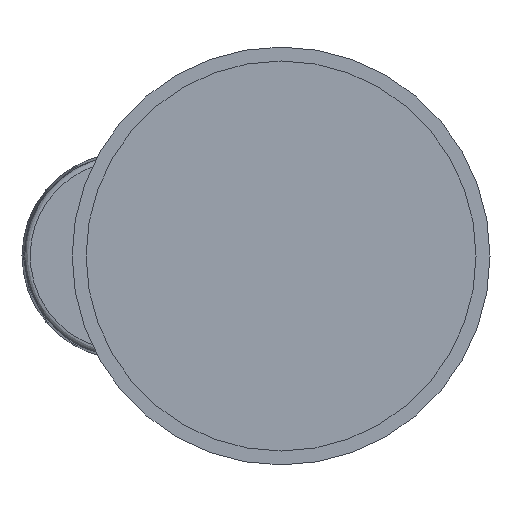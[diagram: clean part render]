
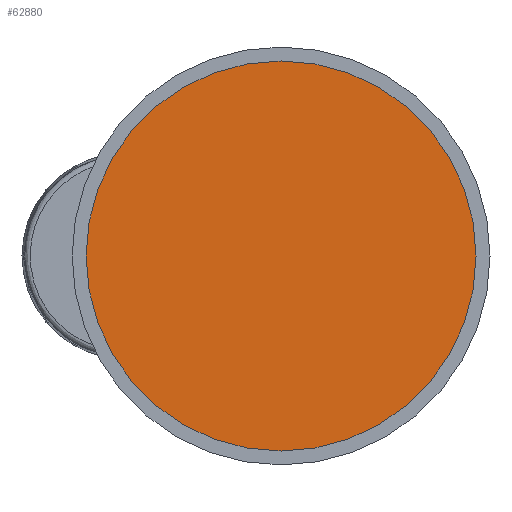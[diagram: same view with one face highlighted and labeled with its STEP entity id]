
A CAD part, left-side view. The second image highlights one B-rep face of the part: STEP entity #62880.
In plain terms, the highlighted planar face has unit normal (-1, 0, 0).
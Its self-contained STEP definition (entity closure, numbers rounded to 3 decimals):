
#375 = CARTESIAN_POINT ( 'NONE',  ( -2.829, 0., 0. ) ) ;
#1484 = DIRECTION ( 'NONE',  ( 0., 0., -1. ) ) ;
#2518 = CARTESIAN_POINT ( 'NONE',  ( -2.829, 35., 0. ) ) ;
#6901 = CARTESIAN_POINT ( 'NONE',  ( -2.829, 0., -35. ) ) ;
#7144 = VERTEX_POINT ( 'NONE', #71283 ) ;
#8323 = AXIS2_PLACEMENT_3D ( 'NONE', #375, #11277, #42260 ) ;
#10308 = EDGE_CURVE ( 'NONE', #25153, #7144, #53418, .T. ) ;
#11277 = DIRECTION ( 'NONE',  ( -1., 0., 0. ) ) ;
#11904 = FACE_OUTER_BOUND ( 'NONE', #49517, .T. ) ;
#21419 = CIRCLE ( 'NONE', #56140, 35. ) ;
#25153 = VERTEX_POINT ( 'NONE', #6901 ) ;
#34290 = EDGE_CURVE ( 'NONE', #7144, #25153, #21419, .T. ) ;
#35168 = AXIS2_PLACEMENT_3D ( 'NONE', #2518, #68659, #1484 ) ;
#39039 = PLANE ( 'NONE',  #35168 ) ;
#42260 = DIRECTION ( 'NONE',  ( 0., 0., 1. ) ) ;
#44261 = DIRECTION ( 'NONE',  ( -1., 0., 0. ) ) ;
#49517 = EDGE_LOOP ( 'NONE', ( #64971, #75272 ) ) ;
#53418 = CIRCLE ( 'NONE', #8323, 35. ) ;
#56140 = AXIS2_PLACEMENT_3D ( 'NONE', #62441, #44261, #74885 ) ;
#62441 = CARTESIAN_POINT ( 'NONE',  ( -2.829, 0., 0. ) ) ;
#62880 = ADVANCED_FACE ( 'NONE', ( #11904 ), #39039, .F. ) ;
#64971 = ORIENTED_EDGE ( 'NONE', *, *, #34290, .T. ) ;
#68659 = DIRECTION ( 'NONE',  ( 1., 0., 0. ) ) ;
#71283 = CARTESIAN_POINT ( 'NONE',  ( -2.829, 0., 35. ) ) ;
#74885 = DIRECTION ( 'NONE',  ( 0., 0., 1. ) ) ;
#75272 = ORIENTED_EDGE ( 'NONE', *, *, #10308, .T. ) ;
